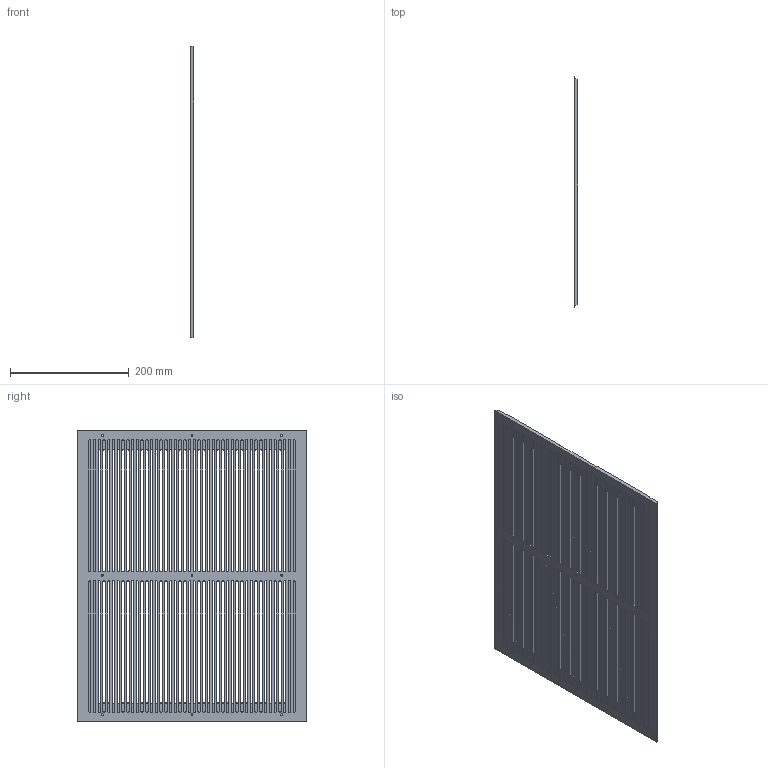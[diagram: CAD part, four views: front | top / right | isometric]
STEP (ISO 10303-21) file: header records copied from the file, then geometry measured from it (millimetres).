
FILE_DESCRIPTION(/* description */ (''),/* implementation_level */ '2;1');
FILE_NAME(/* name */ 'Part 3 - Front.step',/* time_stamp */ '2025-08-07T17:39:09+07:00',/* author */ (''),/* organization */ (''),/* preprocessor_version */ 'ST-DEVELOPER v20.1',/* originating_system */ 'Autodesk Translation Framework v14.10.0.0',/* authorisation */ '');
FILE_SCHEMA (('AUTOMOTIVE_DESIGN { 1 0 10303 214 3 1 1 }'));
Length unit declared in the file: millimetre
Products named in the file (3): Part 3 - Front; Part 3 - Front ; Part 3 - Side (1)
Assembly tree (2 placements, depth 3):
  Part 3 - Front
    Part 3 - Front 
      Part 3 - Side (1)
Bounding box: 6 x 386.6 x 491 mm (x, y, z)
Volume: 508937.6 mm3; surface area: 368914 mm2
Topology: 1 solids, 1 shells, 809 faces, 2350 edges, 1563 vertices
Faces by surface type: cylinder 459, plane 341, cone 9
Full cylindrical faces by diameter (mm): 3.3 x9, 3.5 x12
Entity records: 27459 total; most frequent: DIRECTION 4905, CARTESIAN_POINT 4727, ORIENTED_EDGE 4700, EDGE_CURVE 2350, AXIS2_PLACEMENT_3D 1741, VERTEX_POINT 1563, LINE 1423, VECTOR 1423
